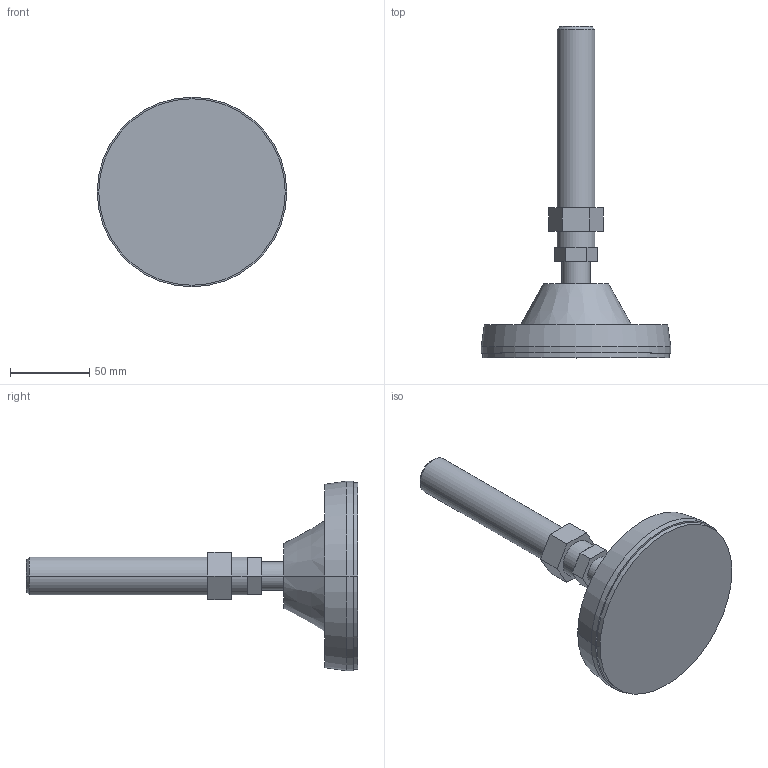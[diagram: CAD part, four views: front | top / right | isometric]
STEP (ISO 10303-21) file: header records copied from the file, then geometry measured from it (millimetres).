
FILE_DESCRIPTION((''),'2;1');
FILE_NAME('12055_NOGA_FI120_M24_GUMA','2022-09-19T07:33:07',('PredragRovcanin'),('Audax d.o.o.'),'CREO PARAMETRIC BY PTC INC, 2020281','CREO PARAMETRIC BY PTC INC, 2020281','');
FILE_SCHEMA(('AP242_MANAGED_MODEL_BASED_3D_ENGINEERING_MIM_LF { 1 0 10303 442 1 1 4 }'));
Length unit declared in the file: millimetre
Products named in the file (1): 12055_NOGA_FI120_M24_GUMA
Bounding box: 120 x 210 x 120 mm (x, y, z)
Volume: 371644.2 mm3; surface area: 55179.3 mm2
Topology: 1 solids, 2 shells, 44 faces, 99 edges, 64 vertices
Faces by surface type: plane 26, cylinder 12, cone 6
Entity records: 2159 total; most frequent: COLOUR_RGB 320, DIRECTION 227, CARTESIAN_POINT 208, ORIENTED_EDGE 192, PRESENTATION_STYLE_ASSIGNMENT 114, STYLED_ITEM 102, CURVE_STYLE 100, EDGE_CURVE 98
